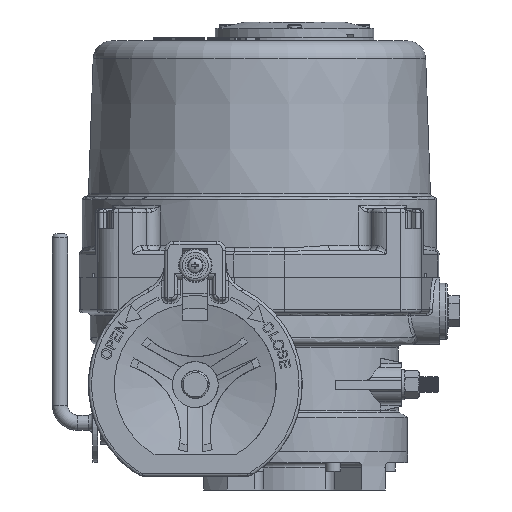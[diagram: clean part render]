
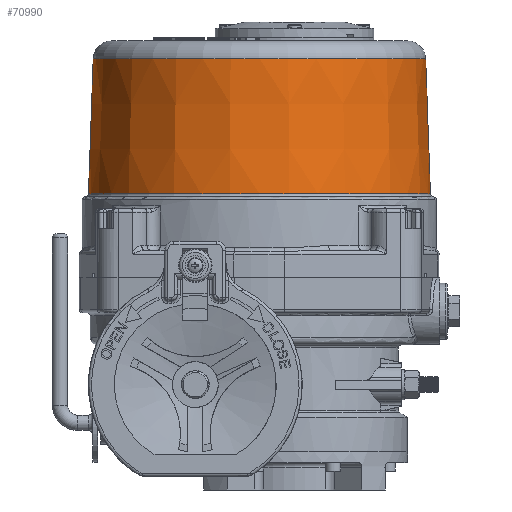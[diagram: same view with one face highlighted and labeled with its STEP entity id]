
A CAD part, front view. The second image highlights one B-rep face of the part: STEP entity #70990.
In plain terms, the highlighted conical face has half-angle 2 degrees and reference radius 112 mm.
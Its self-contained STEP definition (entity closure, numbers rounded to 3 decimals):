
#158=CONICAL_SURFACE('',#75636,112.,0.035);
#323=FACE_BOUND('',#9195,.T.);
#5106=FACE_OUTER_BOUND('',#9194,.T.);
#9194=EDGE_LOOP('',(#53097));
#9195=EDGE_LOOP('',(#53098));
#13114=CIRCLE('',#75635,111.933);
#13115=CIRCLE('',#75637,108.843);
#30761=VERTEX_POINT('',#119999);
#30762=VERTEX_POINT('',#120002);
#39120=EDGE_CURVE('',#30761,#30761,#13114,.F.);
#39121=EDGE_CURVE('',#30762,#30762,#13115,.F.);
#53097=ORIENTED_EDGE('',*,*,#39121,.F.);
#53098=ORIENTED_EDGE('',*,*,#39120,.T.);
#70990=ADVANCED_FACE('',(#5106,#323),#158,.T.);
#75635=AXIS2_PLACEMENT_3D('',#120000,#85311,#85312);
#75636=AXIS2_PLACEMENT_3D('',#120001,#85313,#85314);
#75637=AXIS2_PLACEMENT_3D('',#120003,#85315,#85316);
#85311=DIRECTION('center_axis',(0.,0.,-1.));
#85312=DIRECTION('ref_axis',(1.,0.,0.));
#85313=DIRECTION('center_axis',(0.,0.,-1.));
#85314=DIRECTION('ref_axis',(-1.,0.,0.));
#85315=DIRECTION('center_axis',(0.,0.,-1.));
#85316=DIRECTION('ref_axis',(1.,0.,0.));
#119999=CARTESIAN_POINT('',(111.933,0.,-181.35));
#120000=CARTESIAN_POINT('Origin',(0.,0.,-181.35));
#120001=CARTESIAN_POINT('Origin',(0.,0.,-183.281));
#120002=CARTESIAN_POINT('',(-108.843,0.,-92.862));
#120003=CARTESIAN_POINT('Origin',(0.,0.,-92.862));
